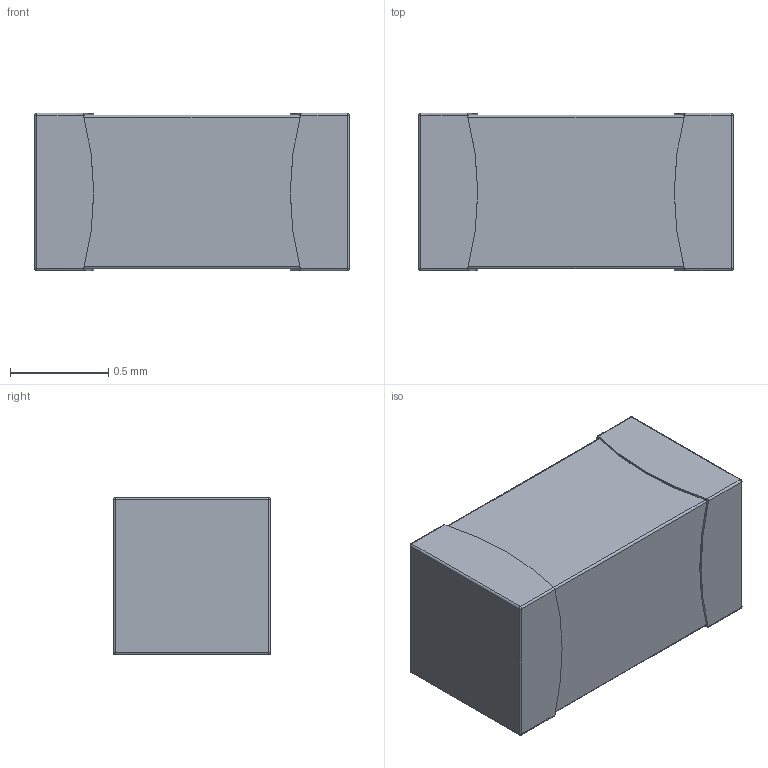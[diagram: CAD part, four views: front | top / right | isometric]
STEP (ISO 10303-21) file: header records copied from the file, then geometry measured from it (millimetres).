
FILE_DESCRIPTION (( 'STEP AP214' ), '1' );
FILE_NAME ('L0603.STEP', '2022-07-20T07:47:53', ( '' ), ( '' ), 'SwSTEP 2.0', 'SolidWorks 2019', '' );
FILE_SCHEMA (( 'AUTOMOTIVE_DESIGN' ));
Length unit declared in the file: millimetre
Products named in the file (1): L0603
Bounding box: 1.6 x 0.8 x 0.8 mm (x, y, z)
Volume: 1 mm3; surface area: 6.3 mm2
Topology: 1 solids, 1 shells, 115 faces, 297 edges, 183 vertices
Faces by surface type: plane 64, cylinder 29, bspline 14, sphere 8
Entity records: 4789 total; most frequent: CARTESIAN_POINT 1677, ORIENTED_EDGE 578, DIRECTION 472, EDGE_CURVE 289, VERTEX_POINT 183, LINE 178, VECTOR 178, AXIS2_PLACEMENT_3D 147
